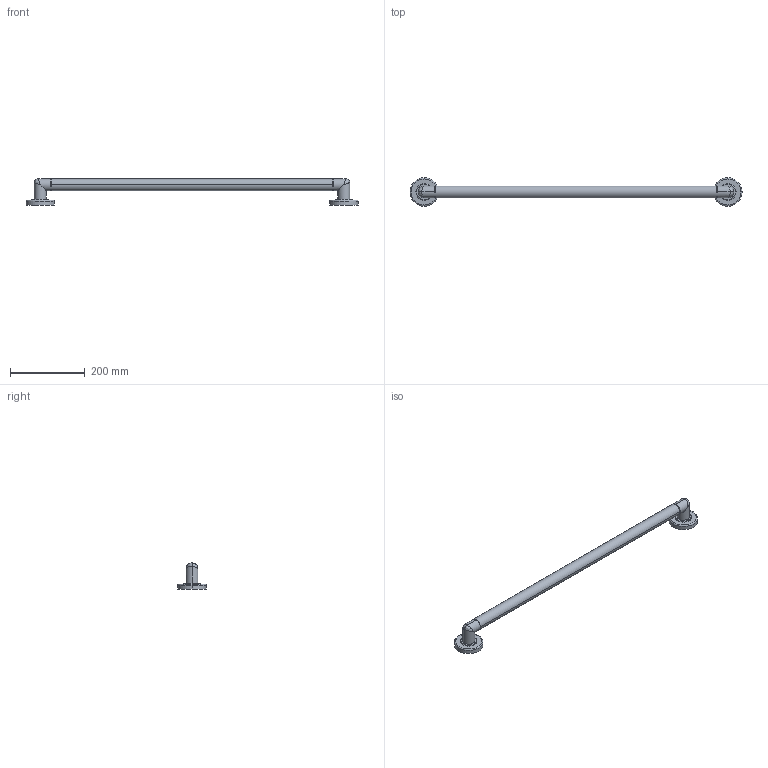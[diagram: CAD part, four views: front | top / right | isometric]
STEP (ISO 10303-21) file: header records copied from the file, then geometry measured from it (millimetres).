
FILE_DESCRIPTION((''),'2;1');
FILE_NAME('2480-3932','2021-07-12T13:22:54',('jinson.thomas'),(''),'CREO PARAMETRIC BY PTC INC, 2018400','CREO PARAMETRIC BY PTC INC, 2018400','');
FILE_SCHEMA(('CONFIG_CONTROL_DESIGN'));
Length unit declared in the file: inch
Products named in the file (1): 2480-3932
Bounding box: 889 x 76.2 x 69.98 mm (x, y, z)
Volume: 831366.7 mm3; surface area: 111412.3 mm2
Topology: 1 solids, 1 shells, 48 faces, 98 edges, 56 vertices
Faces by surface type: cylinder 18, cone 8, bspline 8, torus 8, plane 6
Entity records: 2042 total; most frequent: CARTESIAN_POINT 1014, DIRECTION 218, ORIENTED_EDGE 196, EDGE_CURVE 98, AXIS2_PLACEMENT_3D 96, VERTEX_POINT 56, CIRCLE 56, EDGE_LOOP 52
